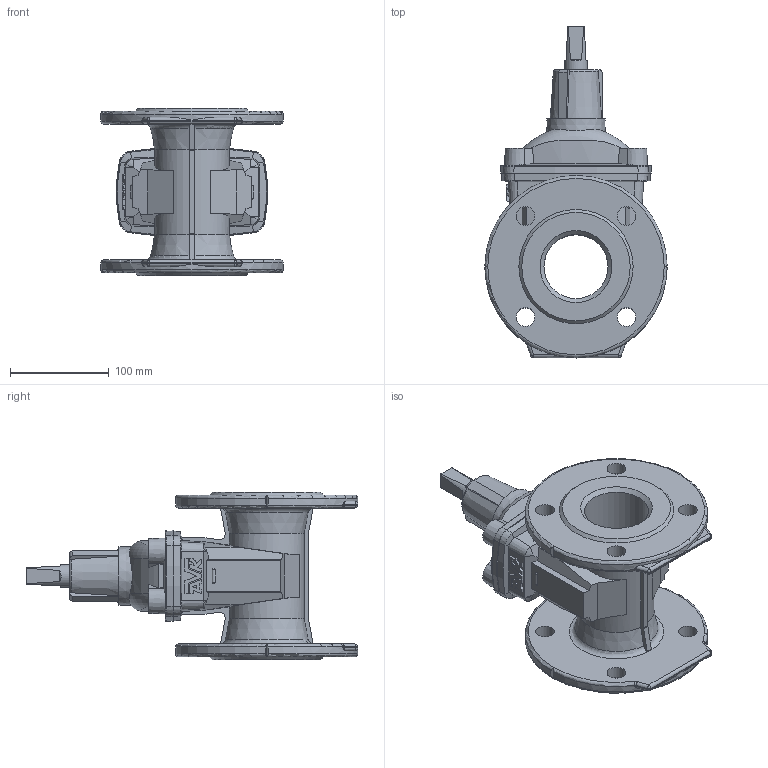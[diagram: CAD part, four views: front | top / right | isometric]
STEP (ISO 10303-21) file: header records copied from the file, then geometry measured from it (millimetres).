
FILE_DESCRIPTION (( 'STEP AP203' ), '1' );
FILE_NAME ('O_06_30_DN065_0146499_AA0.step', '2017-12-07T10:46:09', ( 'Windows User' ), ( 'AVK' ), 'SwSTEP 2.0', 'SolidWorks 2012', '' );
FILE_SCHEMA (( 'CONFIG_CONTROL_DESIGN' ));
Length unit declared in the file: millimetre
Products named in the file (1): O_06_30_DN065_0146499_AA0
Bounding box: 184.98 x 336.8 x 170 mm (x, y, z)
Volume: 2012804 mm3; surface area: 244850.8 mm2
Topology: 1 solids, 1 shells, 304 faces, 821 edges, 517 vertices
Faces by surface type: plane 148, cylinder 63, cone 59, torus 20, sphere 12, bspline 2
Full cylindrical faces by diameter (mm): 19 x8, 23 x1, 65 x1
Entity records: 10165 total; most frequent: CARTESIAN_POINT 2926, ORIENTED_EDGE 1528, DIRECTION 1416, EDGE_CURVE 764, AXIS2_PLACEMENT_3D 507, VERTEX_POINT 497, VECTOR 402, LINE 402
